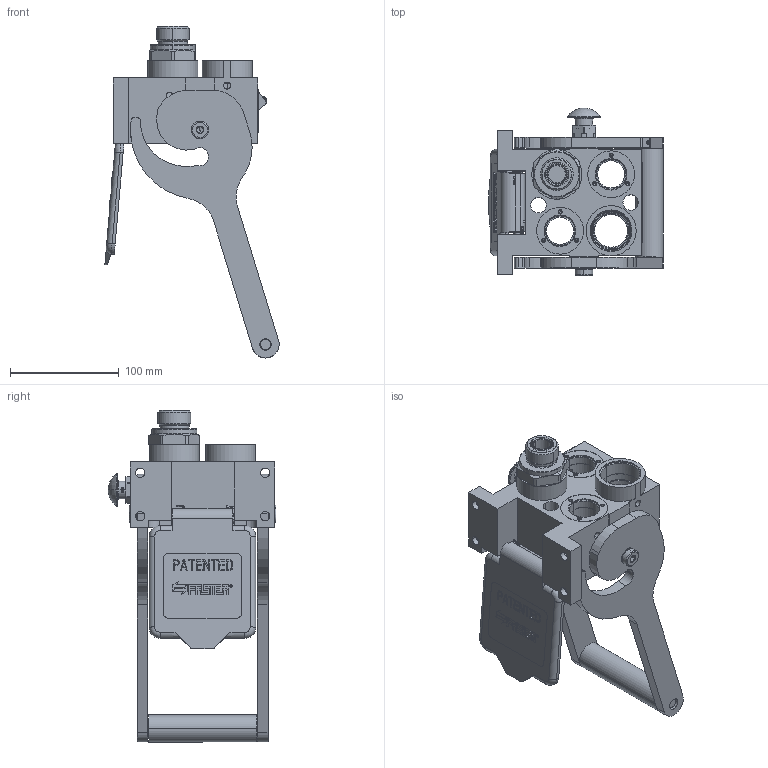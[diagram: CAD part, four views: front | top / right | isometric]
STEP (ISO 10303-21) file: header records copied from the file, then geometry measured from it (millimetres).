
FILE_DESCRIPTION (( 'STEP AP214' ), '1' );
FILE_NAME ('FASTER.step', '2025-01-28T11:36:05', ( '' ), ( '' ), 'SwSTEP 2.0', 'SolidWorks 2017', '' );
FILE_SCHEMA (( 'AUTOMOTIVE_DESIGN' ));
Length unit declared in the file: millimetre
Products named in the file (30): 2ffnb3411-34sf; 4830_001_0005_300; 4830_070_0000_001; P510_F_VIT_BASE; 4830_024_3003_011; 4830_001_0005_301; 4820_001_0004_000; 4850_041_0000_002; 4830_020_0000_032; or1_5x7_m; 0048_317_1000_000; 4830_024_3003_000; 4250_014_1000_000; 4830_025_0000_001; et011; 4830_022_0000_011; 4830_024_3003_020; 0048_042_0412_000; sicura_p5; 4830_024_3003_000_ASM; 4830_024_3003_010; 4830_013_3000_030; A_2ffnb3411-34sf; FASTER; curs_molla_34; 4810_001_0001_014; 4150_072_1000_200; 4830_025_2000_000; 4830_025_1000_000
Assembly tree (31 placements, depth 4):
  FASTER
    P510_F_VIT_BASE
      4830_020_0000_032
      4830_025_1000_000
      4830_022_0000_011
      4810_001_0001_014
      4820_001_0004_000
      4830_013_3000_030  x2
      0048_317_1000_000  x2
      4830_001_0005_300
      4830_001_0005_301
      4830_070_0000_001
    A_2ffnb3411-34sf
      curs_molla_34
        4150_072_1000_200
        4250_014_1000_000
      2ffnb3411-34sf
        2ffnb3411-34sf
    4830_024_3003_000
      4830_024_3003_000_ASM
        4830_024_3003_011
        4830_024_3003_010
        4830_024_3003_020
      sicura_p5
        4830_025_0000_001
        or1_5x7_m
        0048_042_0412_000
      4830_025_2000_000
      4850_041_0000_002
    et011
Bounding box: 160.42 x 154.48 x 305.59 mm (x, y, z)
Volume: 240146.1 mm3; surface area: 261301.9 mm2
Topology: 18 solids, 47 shells, 3010 faces, 7825 edges, 4981 vertices
Faces by surface type: plane 1780, cylinder 589, bspline 228, cone 213, torus 169, sphere 31
Entity records: 121654 total; most frequent: CARTESIAN_POINT 46815, ORIENTED_EDGE 15096, DIRECTION 13871, EDGE_CURVE 7640, LINE 5319, VECTOR 5319, VERTEX_POINT 4904, AXIS2_PLACEMENT_3D 4276
